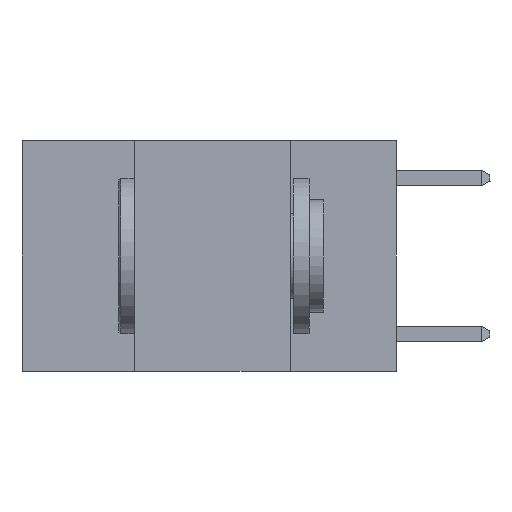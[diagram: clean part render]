
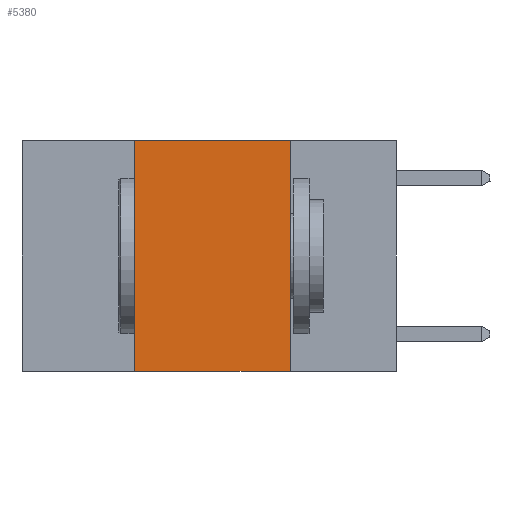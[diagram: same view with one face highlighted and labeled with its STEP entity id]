
A CAD part, left-side view. The second image highlights one B-rep face of the part: STEP entity #5380.
In plain terms, the highlighted planar face has unit normal (-1, 0, 0).
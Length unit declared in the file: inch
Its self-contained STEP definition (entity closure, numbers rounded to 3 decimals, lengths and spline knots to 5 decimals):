
#439 = CARTESIAN_POINT ( 'NONE',  ( 0., 0.17, -0.37 ) ) ;
#600 = CARTESIAN_POINT ( 'NONE',  ( 0., 0.17, 0. ) ) ;
#658 = DIRECTION ( 'NONE',  ( 0., 0., -1. ) ) ;
#925 = DIRECTION ( 'NONE',  ( 0., 0., -1. ) ) ;
#3171 = VERTEX_POINT ( 'NONE', #15057 ) ;
#3560 = LINE ( 'NONE', #5685, #3992 ) ;
#3848 = CARTESIAN_POINT ( 'NONE',  ( 0., 0.42, -0.37 ) ) ;
#3949 = DIRECTION ( 'NONE',  ( 0., 0., 1. ) ) ;
#3992 = VECTOR ( 'NONE', #13646, 39.37008 ) ;
#5380 = ADVANCED_FACE ( 'NONE', ( #8221 ), #15666, .F. ) ;
#5432 = CARTESIAN_POINT ( 'NONE',  ( 0., 0.42, 0. ) ) ;
#5685 = CARTESIAN_POINT ( 'NONE',  ( 0., 0.6, -0.37 ) ) ;
#5779 = LINE ( 'NONE', #6149, #9329 ) ;
#6149 = CARTESIAN_POINT ( 'NONE',  ( 0., 0.6, 0. ) ) ;
#6309 = AXIS2_PLACEMENT_3D ( 'NONE', #7710, #9047, #925 ) ;
#7039 = EDGE_CURVE ( 'NONE', #12956, #14648, #3560, .T. ) ;
#7328 = EDGE_LOOP ( 'NONE', ( #13549, #14388, #15614, #16612 ) ) ;
#7710 = CARTESIAN_POINT ( 'NONE',  ( 0., 0.6, 0. ) ) ;
#8221 = FACE_OUTER_BOUND ( 'NONE', #7328, .T. ) ;
#8812 = EDGE_CURVE ( 'NONE', #3171, #14648, #15898, .T. ) ;
#9047 = DIRECTION ( 'NONE',  ( 1., 0., 0. ) ) ;
#9118 = VERTEX_POINT ( 'NONE', #5432 ) ;
#9329 = VECTOR ( 'NONE', #12788, 39.37008 ) ;
#9711 = EDGE_CURVE ( 'NONE', #12956, #9118, #13576, .T. ) ;
#12376 = VECTOR ( 'NONE', #658, 39.37008 ) ;
#12733 = VECTOR ( 'NONE', #3949, 39.37008 ) ;
#12788 = DIRECTION ( 'NONE',  ( 0., -1., 0. ) ) ;
#12956 = VERTEX_POINT ( 'NONE', #3848 ) ;
#13358 = EDGE_CURVE ( 'NONE', #9118, #3171, #5779, .T. ) ;
#13549 = ORIENTED_EDGE ( 'NONE', *, *, #8812, .F. ) ;
#13576 = LINE ( 'NONE', #14578, #12733 ) ;
#13646 = DIRECTION ( 'NONE',  ( 0., -1., 0. ) ) ;
#14388 = ORIENTED_EDGE ( 'NONE', *, *, #13358, .F. ) ;
#14578 = CARTESIAN_POINT ( 'NONE',  ( 0., 0.42, 0. ) ) ;
#14648 = VERTEX_POINT ( 'NONE', #439 ) ;
#15057 = CARTESIAN_POINT ( 'NONE',  ( 0., 0.17, 0. ) ) ;
#15614 = ORIENTED_EDGE ( 'NONE', *, *, #9711, .F. ) ;
#15666 = PLANE ( 'NONE',  #6309 ) ;
#15898 = LINE ( 'NONE', #600, #12376 ) ;
#16612 = ORIENTED_EDGE ( 'NONE', *, *, #7039, .T. ) ;
